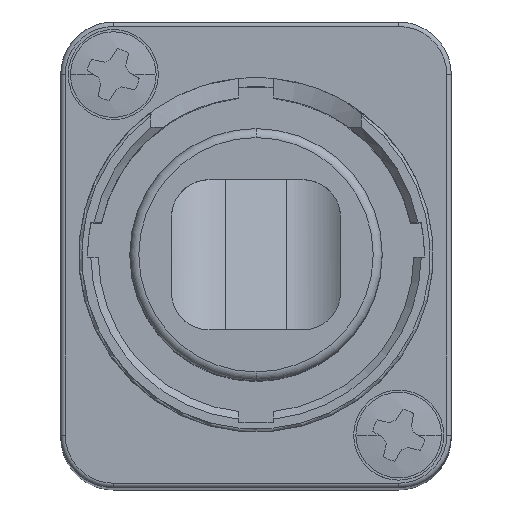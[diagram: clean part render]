
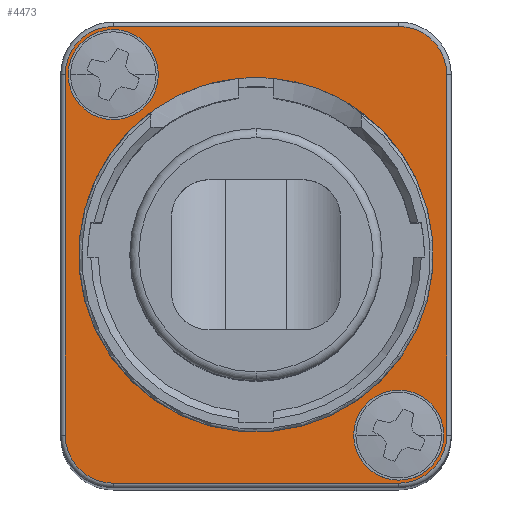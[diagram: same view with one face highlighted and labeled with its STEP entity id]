
A CAD part, top view. The second image highlights one B-rep face of the part: STEP entity #4473.
In plain terms, the highlighted planar face has unit normal (0, 0, 1).
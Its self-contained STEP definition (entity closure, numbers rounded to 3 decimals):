
#665=CARTESIAN_POINT('',(-9.5,12.,44.));
#666=DIRECTION('',(0.,0.,1.));
#667=DIRECTION('',(1.,0.,0.));
#668=AXIS2_PLACEMENT_3D('',#665,#666,#667);
#670=CARTESIAN_POINT('',(-9.5,12.,44.));
#671=DIRECTION('',(0.,0.,1.));
#672=DIRECTION('',(-1.,0.,0.));
#673=AXIS2_PLACEMENT_3D('',#670,#671,#672);
#675=CARTESIAN_POINT('',(9.5,-12.,44.));
#676=DIRECTION('',(0.,0.,1.));
#677=DIRECTION('',(1.,0.,0.));
#678=AXIS2_PLACEMENT_3D('',#675,#676,#677);
#680=CARTESIAN_POINT('',(9.5,-12.,44.));
#681=DIRECTION('',(0.,0.,1.));
#682=DIRECTION('',(-1.,0.,0.));
#683=AXIS2_PLACEMENT_3D('',#680,#681,#682);
#685=CARTESIAN_POINT('',(9.5,-12.,44.));
#686=DIRECTION('',(0.,0.,-1.));
#687=DIRECTION('',(1.,0.,0.));
#688=AXIS2_PLACEMENT_3D('',#685,#686,#687);
#690=DIRECTION('',(-1.,0.,0.));
#691=VECTOR('',#690,19.);
#692=CARTESIAN_POINT('',(9.5,-15.2,44.));
#693=LINE('',#692,#691);
#694=CARTESIAN_POINT('',(-9.5,-12.,44.));
#695=DIRECTION('',(0.,0.,-1.));
#696=DIRECTION('',(0.,-1.,0.));
#697=AXIS2_PLACEMENT_3D('',#694,#695,#696);
#699=DIRECTION('',(0.,1.,0.));
#700=VECTOR('',#699,24.);
#701=CARTESIAN_POINT('',(-12.7,-12.,44.));
#702=LINE('',#701,#700);
#703=CARTESIAN_POINT('',(-9.5,12.,44.));
#704=DIRECTION('',(0.,0.,-1.));
#705=DIRECTION('',(-1.,0.,0.));
#706=AXIS2_PLACEMENT_3D('',#703,#704,#705);
#708=DIRECTION('',(1.,0.,0.));
#709=VECTOR('',#708,19.);
#710=CARTESIAN_POINT('',(-9.5,15.2,44.));
#711=LINE('',#710,#709);
#712=CARTESIAN_POINT('',(9.5,12.,44.));
#713=DIRECTION('',(0.,0.,-1.));
#714=DIRECTION('',(0.,1.,0.));
#715=AXIS2_PLACEMENT_3D('',#712,#713,#714);
#717=DIRECTION('',(0.,-1.,0.));
#718=VECTOR('',#717,24.);
#719=CARTESIAN_POINT('',(12.7,12.,44.));
#720=LINE('',#719,#718);
#721=CARTESIAN_POINT('',(0.,0.,44.));
#722=DIRECTION('',(0.,0.,1.));
#723=DIRECTION('',(0.097,0.995,0.));
#724=AXIS2_PLACEMENT_3D('',#721,#722,#723);
#2110=CARTESIAN_POINT('',(0.,0.,44.));
#2111=DIRECTION('',(0.,0.,-1.));
#2112=DIRECTION('',(0.097,0.995,0.));
#2113=AXIS2_PLACEMENT_3D('',#2110,#2111,#2112);
#3319=CARTESIAN_POINT('',(-6.5,12.,44.));
#3320=CARTESIAN_POINT('',(-12.5,12.,44.));
#3321=VERTEX_POINT('',#3319);
#3322=VERTEX_POINT('',#3320);
#3323=CARTESIAN_POINT('',(12.5,-12.,44.));
#3324=CARTESIAN_POINT('',(6.5,-12.,44.));
#3325=VERTEX_POINT('',#3323);
#3326=VERTEX_POINT('',#3324);
#3599=CARTESIAN_POINT('',(12.7,-12.,44.));
#3600=CARTESIAN_POINT('',(9.5,-15.2,44.));
#3601=VERTEX_POINT('',#3599);
#3602=VERTEX_POINT('',#3600);
#3605=CARTESIAN_POINT('',(-9.5,-15.2,44.));
#3606=VERTEX_POINT('',#3605);
#3609=CARTESIAN_POINT('',(-12.7,-12.,44.));
#3610=VERTEX_POINT('',#3609);
#3613=CARTESIAN_POINT('',(-12.7,12.,44.));
#3614=VERTEX_POINT('',#3613);
#3617=CARTESIAN_POINT('',(-9.5,15.2,44.));
#3618=VERTEX_POINT('',#3617);
#3621=CARTESIAN_POINT('',(9.5,15.2,44.));
#3622=VERTEX_POINT('',#3621);
#3625=CARTESIAN_POINT('',(12.7,12.,44.));
#3626=VERTEX_POINT('',#3625);
#3733=CARTESIAN_POINT('',(1.15,11.744,44.));
#3735=VERTEX_POINT('',#3733);
#3736=CARTESIAN_POINT('',(-1.15,11.744,44.));
#3737=VERTEX_POINT('',#3736);
#4437=CARTESIAN_POINT('',(0.,0.,44.));
#4438=DIRECTION('',(0.,0.,-1.));
#4439=DIRECTION('',(0.,-1.,0.));
#4440=AXIS2_PLACEMENT_3D('',#4437,#4438,#4439);
#4441=PLANE('',#4440);
#4442=ORIENTED_EDGE('',*,*,#4348,.T.);
#4444=ORIENTED_EDGE('',*,*,#4443,.T.);
#4446=ORIENTED_EDGE('',*,*,#4445,.T.);
#4448=ORIENTED_EDGE('',*,*,#4447,.T.);
#4449=ORIENTED_EDGE('',*,*,#3922,.T.);
#4450=ORIENTED_EDGE('',*,*,#3938,.T.);
#4451=ORIENTED_EDGE('',*,*,#4431,.T.);
#4452=ORIENTED_EDGE('',*,*,#4332,.T.);
#4453=EDGE_LOOP('',(#4442,#4444,#4446,#4448,#4449,#4450,#4451,#4452));
#4454=FACE_OUTER_BOUND('',#4453,.F.);
#4456=ORIENTED_EDGE('',*,*,#4455,.T.);
#4458=ORIENTED_EDGE('',*,*,#4457,.T.);
#4459=EDGE_LOOP('',(#4456,#4458));
#4460=FACE_BOUND('',#4459,.F.);
#4462=ORIENTED_EDGE('',*,*,#4461,.T.);
#4464=ORIENTED_EDGE('',*,*,#4463,.T.);
#4465=EDGE_LOOP('',(#4462,#4464));
#4466=FACE_BOUND('',#4465,.F.);
#4468=ORIENTED_EDGE('',*,*,#4467,.F.);
#4470=ORIENTED_EDGE('',*,*,#4469,.T.);
#4471=EDGE_LOOP('',(#4468,#4470));
#4472=FACE_BOUND('',#4471,.F.);
#4473=ADVANCED_FACE('',(#4454,#4460,#4466,#4472),#4441,.F.);
#669=CIRCLE('',#668,3.);
#674=CIRCLE('',#673,3.);
#679=CIRCLE('',#678,3.);
#684=CIRCLE('',#683,3.);
#689=CIRCLE('',#688,3.2);
#698=CIRCLE('',#697,3.2);
#707=CIRCLE('',#706,3.2);
#716=CIRCLE('',#715,3.2);
#725=CIRCLE('',#724,11.8);
#2114=CIRCLE('',#2113,11.8);
#3922=EDGE_CURVE('',#3614,#3618,#707,.T.);
#3938=EDGE_CURVE('',#3618,#3622,#711,.T.);
#4332=EDGE_CURVE('',#3626,#3601,#720,.T.);
#4348=EDGE_CURVE('',#3601,#3602,#689,.T.);
#4431=EDGE_CURVE('',#3622,#3626,#716,.T.);
#4443=EDGE_CURVE('',#3602,#3606,#693,.T.);
#4445=EDGE_CURVE('',#3606,#3610,#698,.T.);
#4447=EDGE_CURVE('',#3610,#3614,#702,.T.);
#4455=EDGE_CURVE('',#3321,#3322,#669,.T.);
#4457=EDGE_CURVE('',#3322,#3321,#674,.T.);
#4461=EDGE_CURVE('',#3325,#3326,#679,.T.);
#4463=EDGE_CURVE('',#3326,#3325,#684,.T.);
#4467=EDGE_CURVE('',#3735,#3737,#2114,.T.);
#4469=EDGE_CURVE('',#3735,#3737,#725,.T.);
